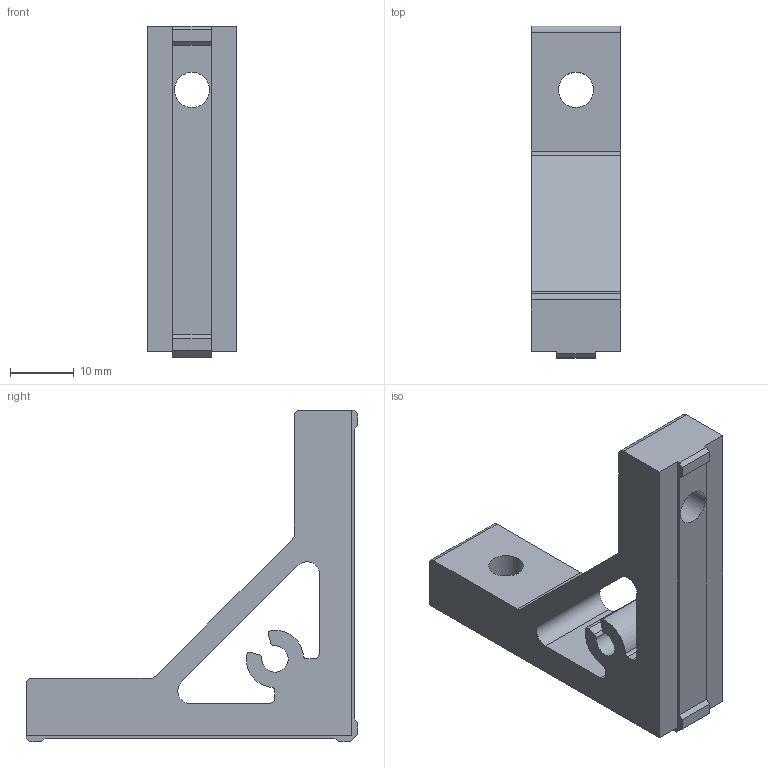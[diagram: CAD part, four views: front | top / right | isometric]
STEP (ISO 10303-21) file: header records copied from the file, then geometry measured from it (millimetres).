
FILE_DESCRIPTION(/* description */ ('STEP AP203'),/* implementation_level */ '2;1');
FILE_NAME(/* name */ 'HBKUS5',/* time_stamp */ '2024-07-11T14:48:49+02:00',/* author */ ('License CC BY-ND 4.0'),/* organization */ ('CADENAS'),/* preprocessor_version */ 'ST-DEVELOPER v19.3',/* originating_system */ 'PARTsolutions',/* authorisation */ ' ');
FILE_SCHEMA (('CONFIG_CONTROL_DESIGN'));
Length unit declared in the file: millimetre
Products named in the file (2): HBKUS5; HBKUS5_b
Assembly tree (1 placements, depth 2):
  HBKUS5
    HBKUS5_b
Bounding box: 14 x 52 x 52 mm (x, y, z)
Volume: 11736 mm3; surface area: 6061.2 mm2
Topology: 1 solids, 1 shells, 52 faces, 151 edges, 101 vertices
Faces by surface type: plane 33, cylinder 19
Full cylindrical faces by diameter (mm): 5.5 x2
Entity records: 1763 total; most frequent: CARTESIAN_POINT 302, ORIENTED_EDGE 296, DIRECTION 294, EDGE_CURVE 148, LINE 110, VECTOR 110, VERTEX_POINT 100, AXIS2_PLACEMENT_3D 92
